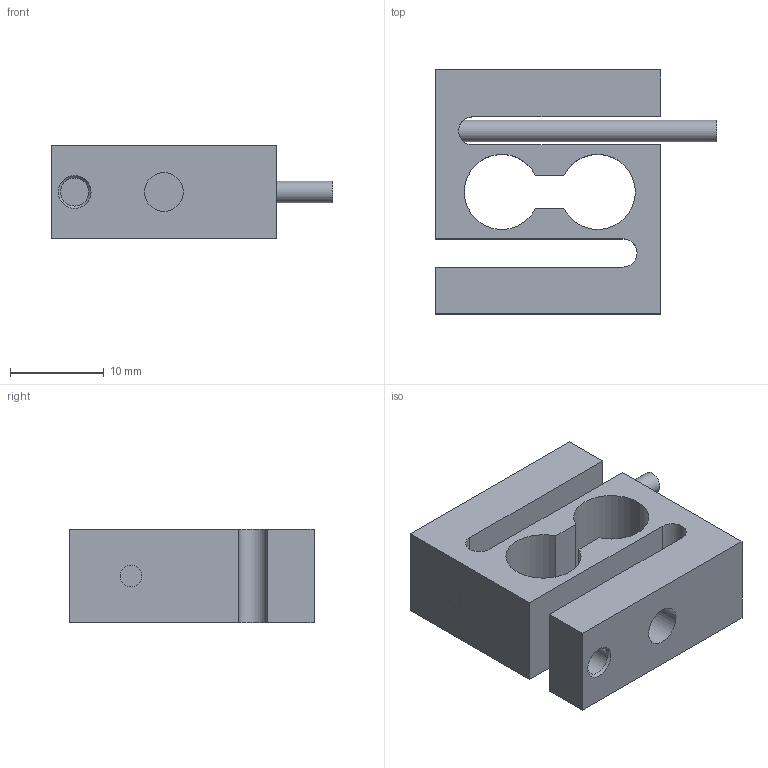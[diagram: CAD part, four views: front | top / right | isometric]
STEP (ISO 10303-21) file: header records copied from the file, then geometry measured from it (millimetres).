
FILE_DESCRIPTION(/* description */ ('Alibre Inc.'),/* implementation_level */ '2;1');
FILE_NAME(/* name */ 'export0',/* time_stamp */ '2015-07-01T10:59:00+02:00',/* author */ (''),/* organization */ (''),/* preprocessor_version */ 'ST-DEVELOPER v14',/* originating_system */ 'Alibre',/* authorisation */ '');
FILE_SCHEMA (('CONFIG_CONTROL_DESIGN'));
Length unit declared in the file: centimetre
Products named in the file (4): ID_1
Bounding box: 30 x 26 x 10 mm (x, y, z)
Volume: 3786 mm3; surface area: 3476 mm2
Topology: 2 solids, 2 shells, 28 faces, 70 edges, 46 vertices
Faces by surface type: plane 16, cylinder 10, cone 2
Full cylindrical faces by diameter (mm): 2.3 x2, 3 x2, 4.134 x2
Entity records: 1234 total; most frequent: CARTESIAN_POINT 177, DIRECTION 128, ORIENTED_EDGE 124, EDGE_CURVE 62, AXIS2_PLACEMENT_3D 53, EDGE_LOOP 48, FACE_BOUND 48, VERTEX_POINT 46
